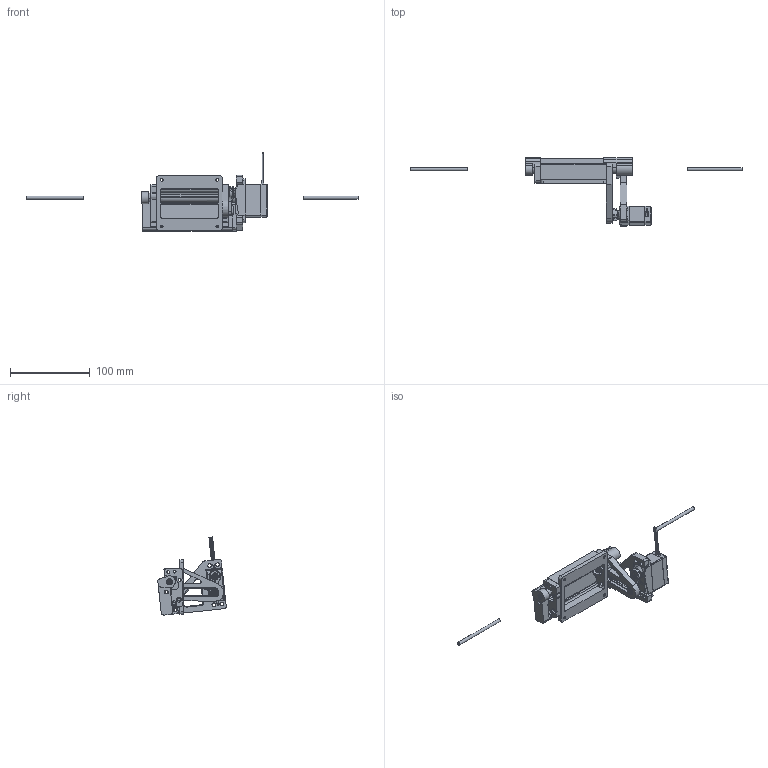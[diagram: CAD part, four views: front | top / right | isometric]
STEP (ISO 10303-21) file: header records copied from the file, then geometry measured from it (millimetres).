
FILE_DESCRIPTION(/* description */ (''),/* implementation_level */ '2;1');
FILE_NAME(/* name */ 'cutter_stp.stp',/* time_stamp */ '2024-05-14T20:29:37+09:00',/* author */ (''),/* organization */ (''),/* preprocessor_version */ 'ST-DEVELOPER v19.3',/* originating_system */ 'SIEMENS PLM Software NX2212.3001',/* authorisation */ '');
FILE_SCHEMA (('AUTOMOTIVE_DESIGN { 1 0 10303 214 3 1 1 1 }'));
Length unit declared in the file: millimetre
Products named in the file (4): cutter_tunnel; ServoMetalArm; 25kg_servo; cutter_stp
Assembly tree (3 placements, depth 2):
  cutter_stp
    25kg_servo
    ServoMetalArm
    cutter_tunnel
Bounding box: 417.18 x 86.04 x 98.06 mm (x, y, z)
Volume: 142983.7 mm3; surface area: 80758.1 mm2
Topology: 36 solids, 36 shells, 1430 faces, 3793 edges, 2421 vertices
Faces by surface type: plane 613, cylinder 528, cone 120, torus 70, sphere 54, bspline 45
Full cylindrical faces by diameter (mm): 3 x2, 3.5 x22, 4 x2, 4.2 x2, 4.7 x17, 6 x1, 6.5 x12, 6.6 x2, 8 x2, 8.3 x2, 10.2 x2
Entity records: 45967 total; most frequent: CARTESIAN_POINT 11469, ORIENTED_EDGE 7198, DIRECTION 6874, EDGE_CURVE 3599, AXIS2_PLACEMENT_3D 2593, VERTEX_POINT 2344, LINE 1688, VECTOR 1688
